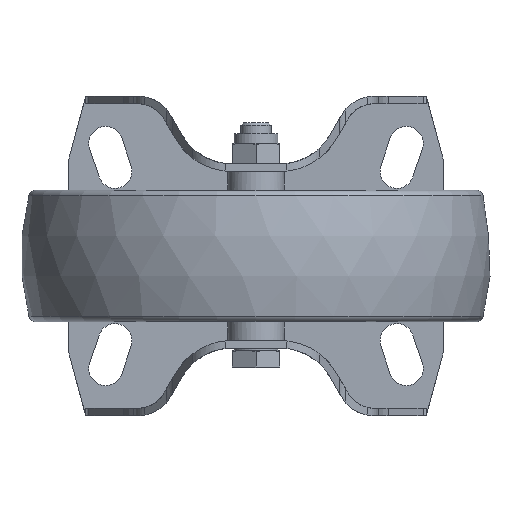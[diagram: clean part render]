
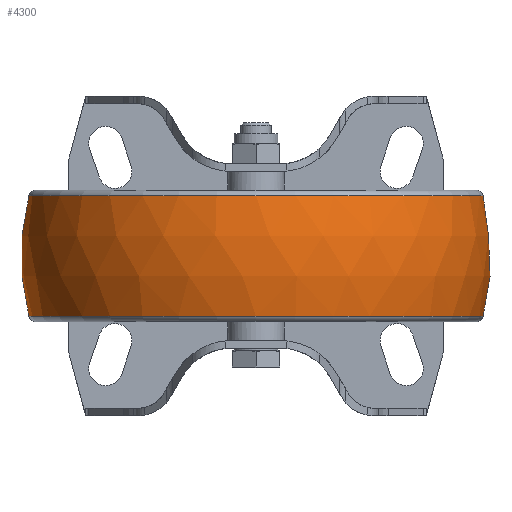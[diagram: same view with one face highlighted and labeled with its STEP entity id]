
A CAD part, front view. The second image highlights one B-rep face of the part: STEP entity #4300.
In plain terms, the highlighted spherical face has radius 62.5 mm.
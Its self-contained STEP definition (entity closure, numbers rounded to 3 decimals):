
#103=SPHERICAL_SURFACE('',#4653,62.5);
#395=FACE_OUTER_BOUND('',#644,.T.);
#644=EDGE_LOOP('',(#2954,#2955,#2956,#2957,#2958,#2959));
#1465=CIRCLE('',#4651,60.414);
#1466=CIRCLE('',#4652,60.414);
#1467=CIRCLE('',#4654,60.414);
#1468=CIRCLE('',#4655,60.414);
#1469=CIRCLE('',#4656,62.5);
#1706=VERTEX_POINT('',#6709);
#1707=VERTEX_POINT('',#6711);
#1708=VERTEX_POINT('',#6715);
#1709=VERTEX_POINT('',#6716);
#2168=EDGE_CURVE('',#1706,#1707,#1465,.T.);
#2169=EDGE_CURVE('',#1707,#1706,#1466,.T.);
#2170=EDGE_CURVE('',#1708,#1709,#1467,.T.);
#2171=EDGE_CURVE('',#1709,#1708,#1468,.T.);
#2172=EDGE_CURVE('',#1708,#1707,#1469,.T.);
#2954=ORIENTED_EDGE('',*,*,#2170,.T.);
#2955=ORIENTED_EDGE('',*,*,#2171,.T.);
#2956=ORIENTED_EDGE('',*,*,#2172,.T.);
#2957=ORIENTED_EDGE('',*,*,#2168,.F.);
#2958=ORIENTED_EDGE('',*,*,#2169,.F.);
#2959=ORIENTED_EDGE('',*,*,#2172,.F.);
#4300=ADVANCED_FACE('',(#395),#103,.T.);
#4651=AXIS2_PLACEMENT_3D('',#6712,#5336,#5337);
#4652=AXIS2_PLACEMENT_3D('',#6713,#5338,#5339);
#4653=AXIS2_PLACEMENT_3D('',#6714,#5340,#5341);
#4654=AXIS2_PLACEMENT_3D('',#6717,#5342,#5343);
#4655=AXIS2_PLACEMENT_3D('',#6718,#5344,#5345);
#4656=AXIS2_PLACEMENT_3D('',#6719,#5346,#5347);
#5336=DIRECTION('center_axis',(0.,0.,-1.));
#5337=DIRECTION('ref_axis',(1.,0.,0.));
#5338=DIRECTION('center_axis',(0.,0.,-1.));
#5339=DIRECTION('ref_axis',(1.,0.,0.));
#5340=DIRECTION('center_axis',(0.,0.,1.));
#5341=DIRECTION('ref_axis',(1.,0.,0.));
#5342=DIRECTION('center_axis',(0.,0.,-1.));
#5343=DIRECTION('ref_axis',(1.,0.,0.));
#5344=DIRECTION('center_axis',(0.,0.,-1.));
#5345=DIRECTION('ref_axis',(1.,0.,0.));
#5346=DIRECTION('center_axis',(0.,-1.,0.));
#5347=DIRECTION('ref_axis',(-1.,0.,0.));
#6709=CARTESIAN_POINT('',(60.414,0.,-16.012));
#6711=CARTESIAN_POINT('',(-60.414,0.,-16.012));
#6712=CARTESIAN_POINT('Origin',(0.,0.,-16.012));
#6713=CARTESIAN_POINT('Origin',(0.,0.,-16.012));
#6714=CARTESIAN_POINT('Origin',(0.,0.,0.));
#6715=CARTESIAN_POINT('',(-60.414,0.,16.012));
#6716=CARTESIAN_POINT('',(60.414,0.,16.012));
#6717=CARTESIAN_POINT('Origin',(0.,0.,16.012));
#6718=CARTESIAN_POINT('Origin',(0.,0.,16.012));
#6719=CARTESIAN_POINT('Origin',(0.,0.,0.));
